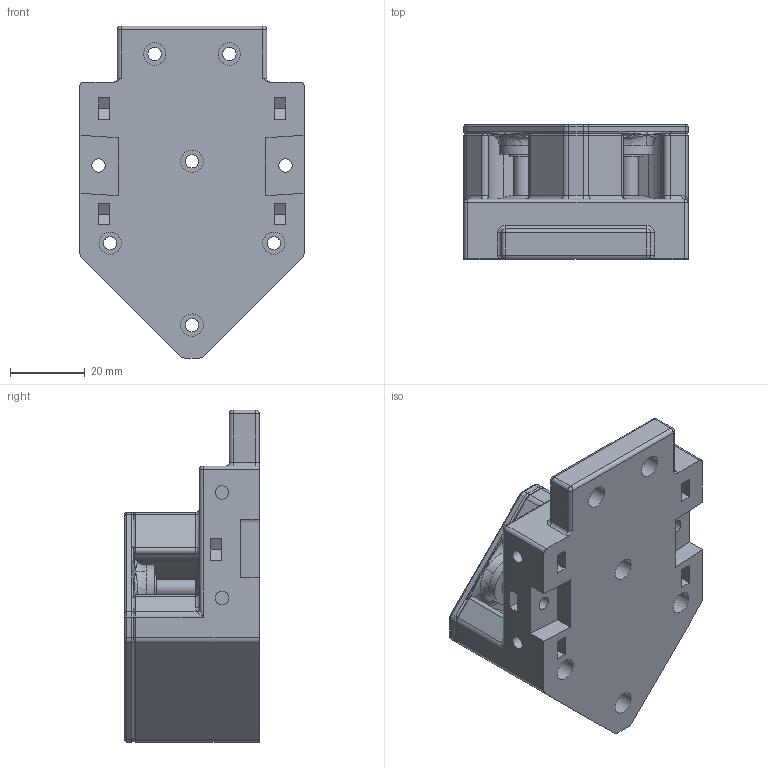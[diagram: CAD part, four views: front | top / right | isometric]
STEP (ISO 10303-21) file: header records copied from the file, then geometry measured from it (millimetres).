
FILE_DESCRIPTION(/* description */ (''),/* implementation_level */ '2;1');
FILE_NAME(/* name */ 'Azimuth Motor.step',/* time_stamp */ '2022-06-30T13:10:39-04:00',/* author */ (''),/* organization */ (''),/* preprocessor_version */ 'ST-DEVELOPER v19',/* originating_system */ 'Autodesk Translation Framework v11.7.0.108',/* authorisation */ '');
FILE_SCHEMA (('AUTOMOTIVE_DESIGN { 1 0 10303 214 3 1 1 }'));
Length unit declared in the file: millimetre
Products named in the file (1): Azimuth Motor
Bounding box: 60 x 36 x 88.88 mm (x, y, z)
Volume: 86529.5 mm3; surface area: 26451.3 mm2
Topology: 2 solids, 2 shells, 295 faces, 682 edges, 416 vertices
Faces by surface type: cylinder 123, plane 97, torus 39, bspline 30, sphere 6
Full cylindrical faces by diameter (mm): 2.1 x1, 2.2 x1, 3.5 x8, 3.6 x14, 4.75 x2, 5.25 x2, 6 x6, 7 x3, 12.4 x2, 23 x1
Entity records: 11271 total; most frequent: CARTESIAN_POINT 4419, DIRECTION 1479, ORIENTED_EDGE 1360, EDGE_CURVE 680, AXIS2_PLACEMENT_3D 582, VERTEX_POINT 416, EDGE_LOOP 360, LINE 315
